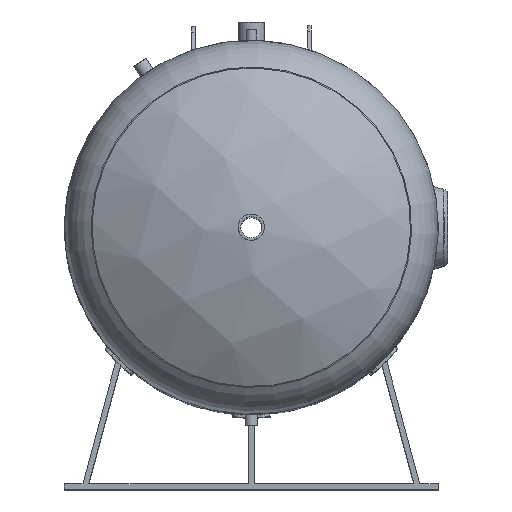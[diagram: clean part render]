
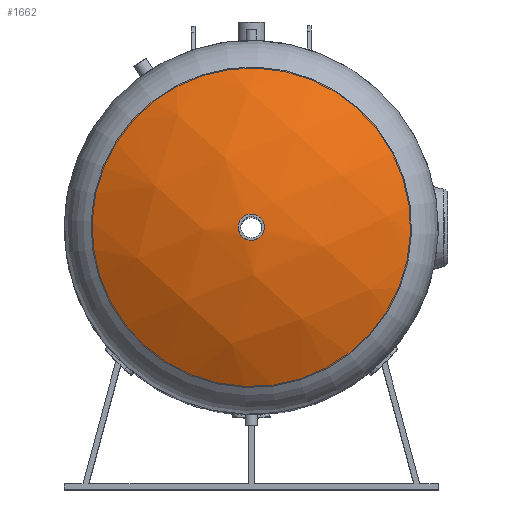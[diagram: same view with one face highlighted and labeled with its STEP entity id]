
A CAD part, top view. The second image highlights one B-rep face of the part: STEP entity #1662.
In plain terms, the highlighted spherical face has radius 800 mm.
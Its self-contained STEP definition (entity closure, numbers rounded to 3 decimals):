
#82=SPHERICAL_SURFACE('',#1825,800.);
#394=CIRCLE('',#1818,35.);
#398=CIRCLE('',#1826,428.483);
#465=FACE_BOUND('',#721,.T.);
#562=FACE_OUTER_BOUND('',#720,.T.);
#720=EDGE_LOOP('',(#1520));
#721=EDGE_LOOP('',(#1521));
#924=VERTEX_POINT('',#4966);
#928=VERTEX_POINT('',#4978);
#1123=EDGE_CURVE('',#924,#924,#394,.T.);
#1127=EDGE_CURVE('',#928,#928,#398,.T.);
#1520=ORIENTED_EDGE('',*,*,#1127,.F.);
#1521=ORIENTED_EDGE('',*,*,#1123,.T.);
#1662=ADVANCED_FACE('',(#562,#465),#82,.T.);
#1818=AXIS2_PLACEMENT_3D('',#4967,#2224,#2225);
#1825=AXIS2_PLACEMENT_3D('',#4977,#2238,#2239);
#1826=AXIS2_PLACEMENT_3D('',#4979,#2240,#2241);
#2224=DIRECTION('center_axis',(0.,-1.,0.));
#2225=DIRECTION('ref_axis',(-1.,0.,0.));
#2238=DIRECTION('center_axis',(0.,0.,1.));
#2239=DIRECTION('ref_axis',(1.,0.,0.));
#2240=DIRECTION('center_axis',(0.,-1.,0.));
#2241=DIRECTION('ref_axis',(1.,0.,0.));
#4966=CARTESIAN_POINT('',(35.,269.234,0.));
#4967=CARTESIAN_POINT('Origin',(0.,269.234,0.));
#4977=CARTESIAN_POINT('Origin',(0.,-530.,0.));
#4978=CARTESIAN_POINT('',(428.483,145.576,0.));
#4979=CARTESIAN_POINT('Origin',(0.,145.576,0.));
